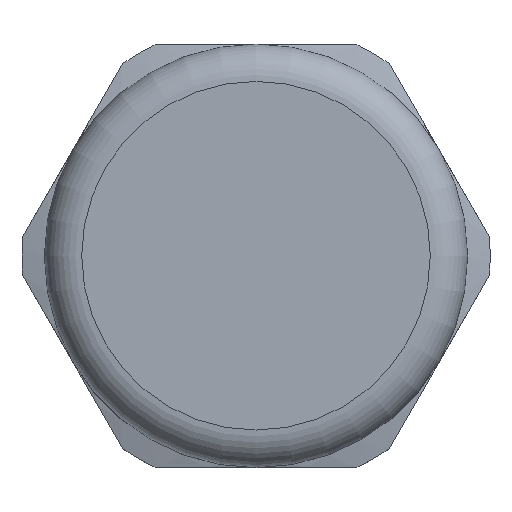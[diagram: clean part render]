
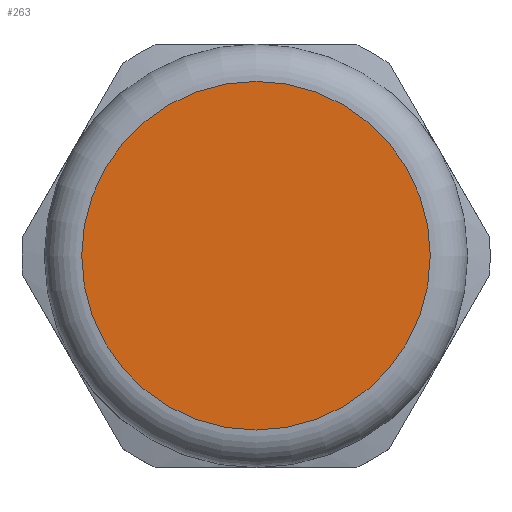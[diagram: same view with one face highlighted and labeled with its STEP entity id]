
A CAD part, top view. The second image highlights one B-rep face of the part: STEP entity #263.
In plain terms, the highlighted planar face has unit normal (0, 0, 1).
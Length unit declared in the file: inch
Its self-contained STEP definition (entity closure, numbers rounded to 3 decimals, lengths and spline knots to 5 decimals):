
#240=CARTESIAN_POINT('',(0.27559,0.,0.43307));
#241=VERTEX_POINT('',#240);
#242=CARTESIAN_POINT('',(0.0,0.0,0.43307));
#243=DIRECTION('',(0.0,0.0,-1.0));
#244=DIRECTION('',(-1.0,0.0,0.0));
#245=AXIS2_PLACEMENT_3D('',#242,#243,#244);
#246=CIRCLE('',#245,0.27559);
#247=EDGE_CURVE('',#241,#241,#246,.T.);
#255=CARTESIAN_POINT('',(0.0,0.0,0.43307));
#256=DIRECTION('',(0.0,0.0,-1.0));
#257=DIRECTION('',(-1.0,0.0,0.0));
#258=AXIS2_PLACEMENT_3D('',#255,#256,#257);
#259=PLANE('',#258);
#260=ORIENTED_EDGE('',*,*,#247,.F.);
#261=EDGE_LOOP('',(#260));
#262=FACE_OUTER_BOUND('',#261,.T.);
#263=ADVANCED_FACE('',(#262),#259,.F.);
